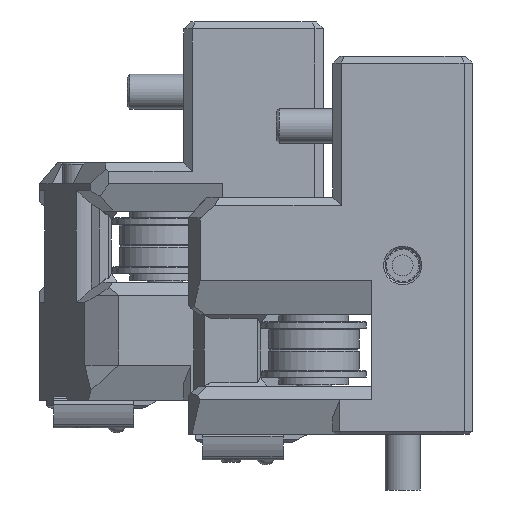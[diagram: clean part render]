
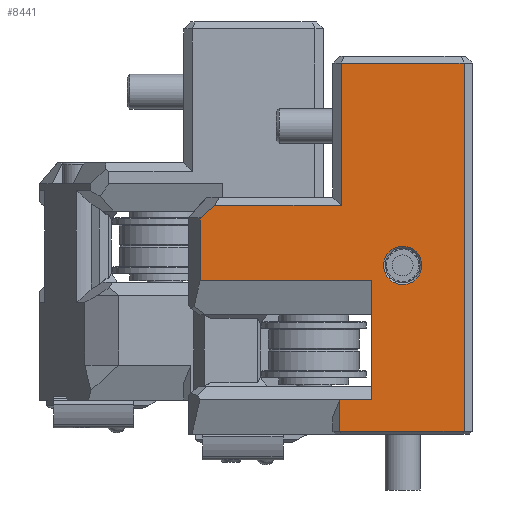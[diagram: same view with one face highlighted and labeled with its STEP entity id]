
A CAD part, left-side view. The second image highlights one B-rep face of the part: STEP entity #8441.
In plain terms, the highlighted planar face has unit normal (-1, 0, 0).
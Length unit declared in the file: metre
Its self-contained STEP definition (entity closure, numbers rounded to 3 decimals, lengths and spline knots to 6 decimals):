
#339=LINE('',#12375,#1059);
#381=LINE('',#12480,#1101);
#384=LINE('',#12486,#1104);
#400=LINE('',#12525,#1120);
#402=LINE('',#12531,#1122);
#403=LINE('',#12533,#1123);
#404=LINE('',#12535,#1124);
#405=LINE('',#12537,#1125);
#406=LINE('',#12538,#1126);
#407=LINE('',#12540,#1127);
#408=LINE('',#12542,#1128);
#1059=VECTOR('',#10092,1.);
#1101=VECTOR('',#10168,1.);
#1104=VECTOR('',#10173,1.);
#1120=VECTOR('',#10207,1.);
#1122=VECTOR('',#10213,1.);
#1123=VECTOR('',#10214,1.);
#1124=VECTOR('',#10215,1.);
#1125=VECTOR('',#10216,1.);
#1126=VECTOR('',#10217,1.);
#1127=VECTOR('',#10218,1.);
#1128=VECTOR('',#10219,1.);
#2412=ORIENTED_EDGE('',*,*,#4747,.T.);
#2413=ORIENTED_EDGE('',*,*,#4748,.T.);
#2414=ORIENTED_EDGE('',*,*,#4749,.T.);
#2415=ORIENTED_EDGE('',*,*,#4750,.T.);
#2416=ORIENTED_EDGE('',*,*,#4751,.T.);
#2417=ORIENTED_EDGE('',*,*,#4726,.T.);
#2418=ORIENTED_EDGE('',*,*,#4723,.T.);
#2419=ORIENTED_EDGE('',*,*,#4745,.T.);
#2420=ORIENTED_EDGE('',*,*,#4752,.T.);
#2421=ORIENTED_EDGE('',*,*,#4753,.T.);
#2422=ORIENTED_EDGE('',*,*,#4754,.T.);
#2423=ORIENTED_EDGE('',*,*,#4672,.F.);
#4672=EDGE_CURVE('',#5871,#5872,#339,.F.);
#4723=EDGE_CURVE('',#5913,#5912,#381,.T.);
#4726=EDGE_CURVE('',#5914,#5913,#384,.T.);
#4745=EDGE_CURVE('',#5912,#5929,#400,.T.);
#4747=EDGE_CURVE('',#5930,#5930,#6647,.T.);
#4748=EDGE_CURVE('',#5871,#5931,#402,.T.);
#4749=EDGE_CURVE('',#5931,#5932,#403,.T.);
#4750=EDGE_CURVE('',#5932,#5933,#404,.T.);
#4751=EDGE_CURVE('',#5933,#5914,#405,.T.);
#4752=EDGE_CURVE('',#5929,#5934,#406,.T.);
#4753=EDGE_CURVE('',#5934,#5935,#407,.T.);
#4754=EDGE_CURVE('',#5935,#5872,#408,.T.);
#5871=VERTEX_POINT('',#12374);
#5872=VERTEX_POINT('',#12376);
#5912=VERTEX_POINT('',#12479);
#5913=VERTEX_POINT('',#12481);
#5914=VERTEX_POINT('',#12485);
#5929=VERTEX_POINT('',#12526);
#5930=VERTEX_POINT('',#12530);
#5931=VERTEX_POINT('',#12532);
#5932=VERTEX_POINT('',#12534);
#5933=VERTEX_POINT('',#12536);
#5934=VERTEX_POINT('',#12539);
#5935=VERTEX_POINT('',#12541);
#6647=CIRCLE('',#9165,0.00275);
#6979=EDGE_LOOP('',(#2412));
#6980=EDGE_LOOP('',(#2413,#2414,#2415,#2416,#2417,#2418,#2419,#2420,#2421,
#2422,#2423));
#7615=FACE_BOUND('',#6979,.T.);
#7616=FACE_BOUND('',#6980,.T.);
#8166=PLANE('',#9164);
#8441=ADVANCED_FACE('',(#7615,#7616),#8166,.F.);
#9164=AXIS2_PLACEMENT_3D('',#12528,#10209,#10210);
#9165=AXIS2_PLACEMENT_3D('',#12529,#10211,#10212);
#10092=DIRECTION('',(0.,1.,0.));
#10168=DIRECTION('',(0.,1.,0.));
#10173=DIRECTION('',(0.,0.,-1.));
#10207=DIRECTION('',(0.,0.756,-0.655));
#10209=DIRECTION('',(1.,0.,0.));
#10210=DIRECTION('',(0.,0.,-1.));
#10211=DIRECTION('',(1.,0.,0.));
#10212=DIRECTION('',(0.,0.,-1.));
#10213=DIRECTION('',(0.,0.,-1.));
#10214=DIRECTION('',(0.,-1.,0.));
#10215=DIRECTION('',(0.,0.,1.));
#10216=DIRECTION('',(0.,1.,0.));
#10217=DIRECTION('',(0.,0.,-1.));
#10218=DIRECTION('',(0.,-1.,0.));
#10219=DIRECTION('',(0.,0.,-1.));
#12374=CARTESIAN_POINT('',(0.,0.019,0.005));
#12375=CARTESIAN_POINT('',(0.,0.018,0.005));
#12376=CARTESIAN_POINT('',(0.,0.0144,0.005));
#12479=CARTESIAN_POINT('',(0.,0.036969,0.0328));
#12480=CARTESIAN_POINT('',(0.,0.035583,0.0328));
#12481=CARTESIAN_POINT('',(0.,0.0188,0.0328));
#12485=CARTESIAN_POINT('',(0.,0.0188,0.0532));
#12486=CARTESIAN_POINT('',(0.,0.0188,0.034));
#12525=CARTESIAN_POINT('',(0.,0.03612,0.033535));
#12526=CARTESIAN_POINT('',(0.,0.039047,0.031));
#12528=CARTESIAN_POINT('',(0.,0.022024,0.0542));
#12529=CARTESIAN_POINT('',(0.,0.01,0.0242));
#12530=CARTESIAN_POINT('',(0.,0.01,0.02145));
#12531=CARTESIAN_POINT('',(0.,0.019,0.));
#12532=CARTESIAN_POINT('',(0.,0.019,0.0004));
#12533=CARTESIAN_POINT('',(0.,0.022024,0.0004));
#12534=CARTESIAN_POINT('',(0.,0.0012,0.0004));
#12535=CARTESIAN_POINT('',(0.,0.0012,0.0542));
#12536=CARTESIAN_POINT('',(0.,0.0012,0.0532));
#12537=CARTESIAN_POINT('',(0.,0.0188,0.0532));
#12538=CARTESIAN_POINT('',(0.,0.039047,0.0542));
#12539=CARTESIAN_POINT('',(0.,0.039047,0.022));
#12540=CARTESIAN_POINT('',(0.,0.022024,0.022));
#12541=CARTESIAN_POINT('',(0.,0.0144,0.022));
#12542=CARTESIAN_POINT('',(0.,0.0144,0.0542));
